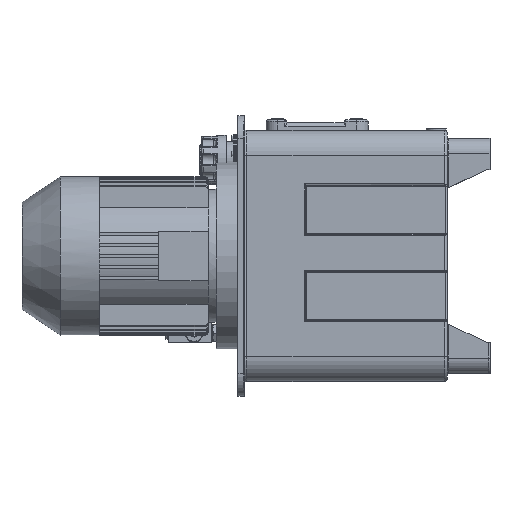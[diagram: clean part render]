
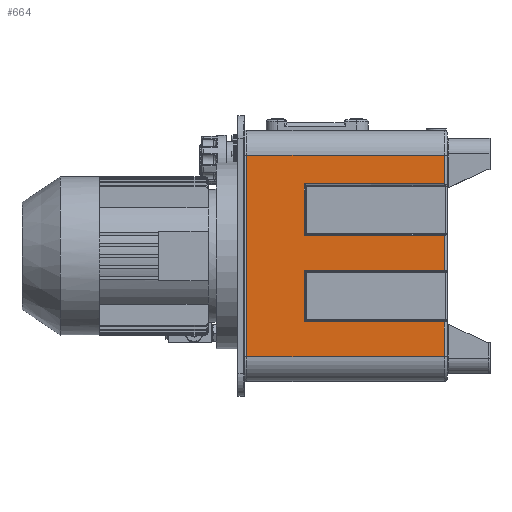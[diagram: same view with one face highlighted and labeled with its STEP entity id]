
A CAD part, left-side view. The second image highlights one B-rep face of the part: STEP entity #664.
In plain terms, the highlighted planar face has unit normal (-1, 0, 0).
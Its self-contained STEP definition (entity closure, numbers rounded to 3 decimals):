
#664=ADVANCED_FACE('',(#19003),#19005,.T.);
#19003=FACE_BOUND('',#19004,.T.);
#19004=EDGE_LOOP('',(#41517,#41518,#41519,#41520,#41521,#41522,#41523,#41524,#41525,
#41526,#41527,#41528));
#19005=PLANE('',#19006);
#19006=AXIS2_PLACEMENT_3D('',#19007,#19008,#19009);
#19007=CARTESIAN_POINT('',(-283.,-332.,-163.));
#19008=DIRECTION('',(-1.,0.,0.));
#19009=DIRECTION('',(0.,0.,1.));
#41517=ORIENTED_EDGE('',*,*,#52371,.F.);
#41518=ORIENTED_EDGE('',*,*,#52372,.F.);
#41519=ORIENTED_EDGE('',*,*,#52373,.F.);
#41520=ORIENTED_EDGE('',*,*,#52284,.F.);
#41521=ORIENTED_EDGE('',*,*,#52370,.F.);
#41522=ORIENTED_EDGE('',*,*,#52374,.F.);
#41523=ORIENTED_EDGE('',*,*,#52375,.F.);
#41524=ORIENTED_EDGE('',*,*,#52376,.F.);
#41525=ORIENTED_EDGE('',*,*,#52377,.F.);
#41526=ORIENTED_EDGE('',*,*,#52378,.F.);
#41527=ORIENTED_EDGE('',*,*,#52379,.F.);
#41528=ORIENTED_EDGE('',*,*,#52380,.F.);
#52284=EDGE_CURVE('',#57481,#57478,#57482,.T.);
#52370=EDGE_CURVE('',#57621,#57481,#57623,.T.);
#52371=EDGE_CURVE('',#57624,#57625,#57626,.T.);
#52372=EDGE_CURVE('',#57627,#57624,#57628,.T.);
#52373=EDGE_CURVE('',#57478,#57627,#57629,.T.);
#52374=EDGE_CURVE('',#57630,#57621,#57631,.T.);
#52375=EDGE_CURVE('',#57632,#57630,#57633,.T.);
#52376=EDGE_CURVE('',#57634,#57632,#57635,.T.);
#52377=EDGE_CURVE('',#57636,#57634,#57637,.T.);
#52378=EDGE_CURVE('',#57638,#57636,#57639,.T.);
#52379=EDGE_CURVE('',#57640,#57638,#57641,.T.);
#52380=EDGE_CURVE('',#57625,#57640,#57642,.T.);
#57478=VERTEX_POINT('',#66356);
#57481=VERTEX_POINT('',#66365);
#57482=LINE('',#66366,#66367);
#57621=VERTEX_POINT('',#67632);
#57623=LINE('',#67637,#67638);
#57624=VERTEX_POINT('',#67640);
#57625=VERTEX_POINT('',#67641);
#57626=LINE('',#67642,#67643);
#57627=VERTEX_POINT('',#67645);
#57628=LINE('',#67646,#67647);
#57629=LINE('',#67649,#67650);
#57630=VERTEX_POINT('',#67652);
#57631=LINE('',#67653,#67654);
#57632=VERTEX_POINT('',#67656);
#57633=LINE('',#67657,#67658);
#57634=VERTEX_POINT('',#67660);
#57635=LINE('',#67661,#67662);
#57636=VERTEX_POINT('',#67664);
#57637=LINE('',#67665,#67666);
#57638=VERTEX_POINT('',#67668);
#57639=LINE('',#67669,#67670);
#57640=VERTEX_POINT('',#67672);
#57641=LINE('',#67673,#67674);
#57642=LINE('',#67676,#67677);
#66356=CARTESIAN_POINT('',(-283.,-8.,163.));
#66365=CARTESIAN_POINT('',(-283.,-8.,-163.));
#66366=CARTESIAN_POINT('',(-283.,-8.,-163.));
#66367=VECTOR('',#66368,1.);
#66368=DIRECTION('',(0.,0.,1.));
#67632=CARTESIAN_POINT('',(-283.,-327.,-163.));
#67637=CARTESIAN_POINT('',(-283.,-327.,-163.));
#67638=VECTOR('',#67639,1.);
#67639=DIRECTION('',(0.,1.,0.));
#67640=CARTESIAN_POINT('',(-283.,-327.,116.464));
#67641=CARTESIAN_POINT('',(-283.,-100.536,116.464));
#67642=CARTESIAN_POINT('',(-283.,-327.,116.464));
#67643=VECTOR('',#67644,1.);
#67644=DIRECTION('',(0.,1.,0.));
#67645=CARTESIAN_POINT('',(-283.,-327.,163.));
#67646=CARTESIAN_POINT('',(-283.,-327.,163.));
#67647=VECTOR('',#67648,1.);
#67648=DIRECTION('',(0.,0.,-1.));
#67649=CARTESIAN_POINT('',(-283.,-8.,163.));
#67650=VECTOR('',#67651,1.);
#67651=DIRECTION('',(0.,-1.,0.));
#67652=CARTESIAN_POINT('',(-283.,-327.,-106.464));
#67653=CARTESIAN_POINT('',(-283.,-327.,-106.464));
#67654=VECTOR('',#67655,1.);
#67655=DIRECTION('',(0.,0.,-1.));
#67656=CARTESIAN_POINT('',(-283.,-100.536,-106.464));
#67657=CARTESIAN_POINT('',(-283.,-100.536,-106.464));
#67658=VECTOR('',#67659,1.);
#67659=DIRECTION('',(0.,-1.,0.));
#67660=CARTESIAN_POINT('',(-283.,-100.536,-23.536));
#67661=CARTESIAN_POINT('',(-283.,-100.536,-23.536));
#67662=VECTOR('',#67663,1.);
#67663=DIRECTION('',(0.,0.,-1.));
#67664=CARTESIAN_POINT('',(-283.,-327.,-23.536));
#67665=CARTESIAN_POINT('',(-283.,-327.,-23.536));
#67666=VECTOR('',#67667,1.);
#67667=DIRECTION('',(0.,1.,0.));
#67668=CARTESIAN_POINT('',(-283.,-327.,33.536));
#67669=CARTESIAN_POINT('',(-283.,-327.,33.536));
#67670=VECTOR('',#67671,1.);
#67671=DIRECTION('',(0.,0.,-1.));
#67672=CARTESIAN_POINT('',(-283.,-100.536,33.536));
#67673=CARTESIAN_POINT('',(-283.,-100.536,33.536));
#67674=VECTOR('',#67675,1.);
#67675=DIRECTION('',(0.,-1.,0.));
#67676=CARTESIAN_POINT('',(-283.,-100.536,116.464));
#67677=VECTOR('',#67678,1.);
#67678=DIRECTION('',(0.,0.,-1.));
